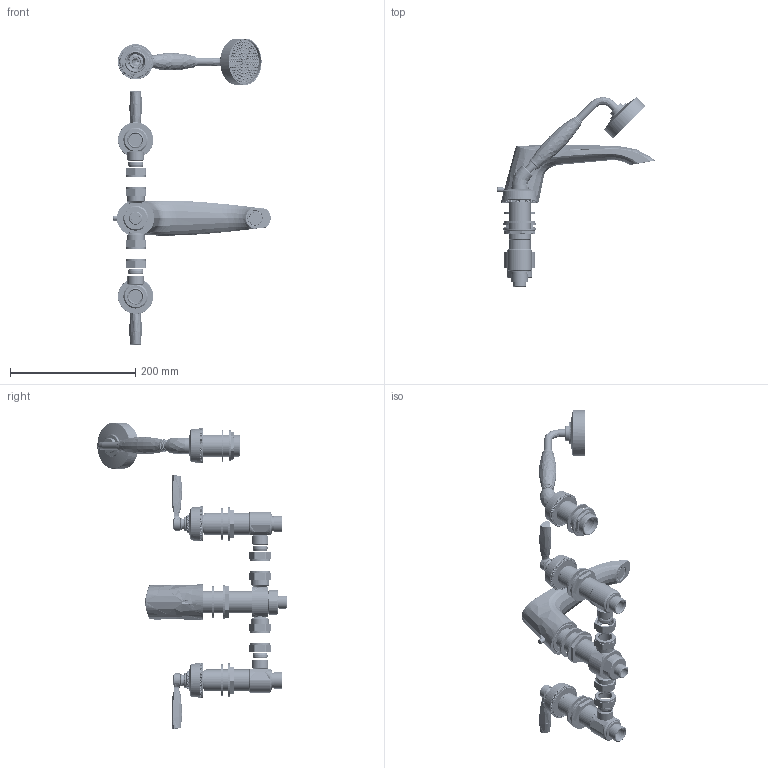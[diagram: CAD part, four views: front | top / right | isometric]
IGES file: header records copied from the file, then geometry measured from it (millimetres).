
Global section: file name: T10K48-LB; native system: Autodesk Inventor 2020; preprocessor: unknown; author: clarkin; date: 20200521.141757; units: millimetre
Bounding box: 251.37 x 303.63 x 490.5 mm (x, y, z)
Volume: 844561.3 mm3; surface area: 458719.8 mm2
Topology: 102 solids, 107 shells, 18965 faces, 42336 edges, 23917 vertices
Faces by surface type: bspline 18955, offset 10
